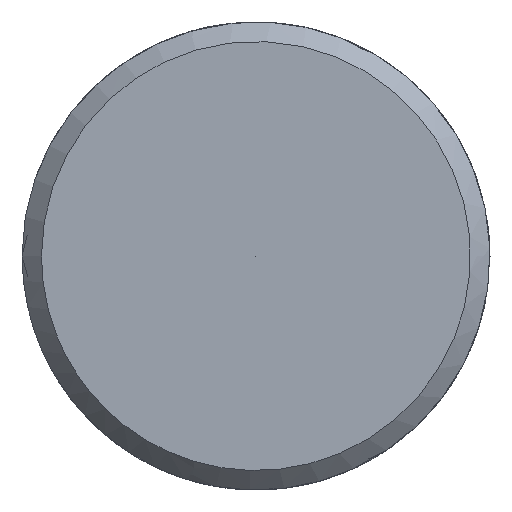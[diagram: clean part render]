
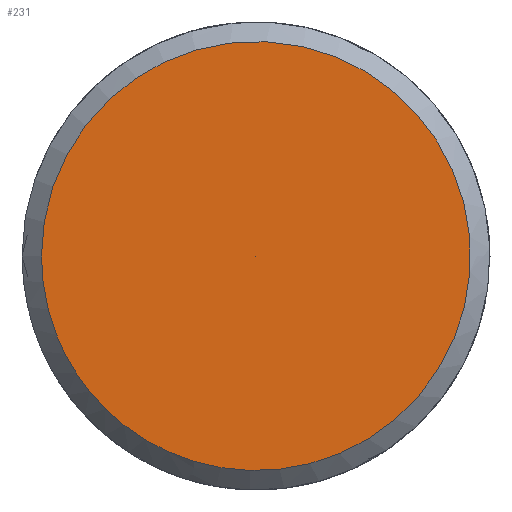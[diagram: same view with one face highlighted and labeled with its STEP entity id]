
A CAD part, left-side view. The second image highlights one B-rep face of the part: STEP entity #231.
In plain terms, the highlighted free-form (B-spline) face has degree [5, 1] with [6, 2] control points.
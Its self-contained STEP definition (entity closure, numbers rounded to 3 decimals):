
#197 = CARTESIAN_POINT ('', (-74., 0., 0.));
#198 = VERTEX_POINT ('', #197);
#199 = CARTESIAN_POINT ('', (-74., 2.75, 0.));
#200 = VERTEX_POINT ('', #199);
#201 = CARTESIAN_POINT ('', (-74., 0., 0.));
#202 = CARTESIAN_POINT ('', (-74., 2.75, 0.));
#203 = B_SPLINE_CURVE_WITH_KNOTS ('', 1, (#201, #202), .UNSPECIFIED., .F., .U., (2, 2), (0., 1.), .UNSPECIFIED.);
#204 = EDGE_CURVE ('', #198, #200, #203, .T.);
#205 = ORIENTED_EDGE ('', *, *, #204, .F.);
#206 = ORIENTED_EDGE ('', *, *, #204, .T.);
#207 = CARTESIAN_POINT ('', (-74., 2.75, 0.));
#208 = CARTESIAN_POINT ('', (-74., 2.75, 11.));
#209 = CARTESIAN_POINT ('', (-74., -8.25, 5.5));
#210 = CARTESIAN_POINT ('', (-74., -8.25, -5.5));
#211 = CARTESIAN_POINT ('', (-74., 2.75, -11.));
#212 = CARTESIAN_POINT ('', (-74., 2.75, 0.));
#213 = (
   BOUNDED_CURVE ()
   B_SPLINE_CURVE (5, (#207, #208, #209, #210, #211, #212), .UNSPECIFIED., .T., .U.)
   B_SPLINE_CURVE_WITH_KNOTS ((6, 6), (0., 1.), .UNSPECIFIED.)
   CURVE ()
   GEOMETRIC_REPRESENTATION_ITEM ()
   RATIONAL_B_SPLINE_CURVE ((5., 1., 1., 1., 1., 5.))
   REPRESENTATION_ITEM ('')
);
#214 = EDGE_CURVE ('', #200, #200, #213, .T.);
#215 = ORIENTED_EDGE ('', *, *, #214, .F.);
#216 = EDGE_LOOP ('', (#205, #206, #215));
#217 = FACE_OUTER_BOUND ('', #216, .T.);
#218 = CARTESIAN_POINT ('', (-74., 0., 0.));
#219 = CARTESIAN_POINT ('', (-74., 2.75, 0.));
#220 = CARTESIAN_POINT ('', (-74., 0., 0.));
#221 = CARTESIAN_POINT ('', (-74., 2.75, 11.));
#222 = CARTESIAN_POINT ('', (-74., 0., 0.));
#223 = CARTESIAN_POINT ('', (-74., -8.25, 5.5));
#224 = CARTESIAN_POINT ('', (-74., 0., 0.));
#225 = CARTESIAN_POINT ('', (-74., -8.25, -5.5));
#226 = CARTESIAN_POINT ('', (-74., 0., 0.));
#227 = CARTESIAN_POINT ('', (-74., 2.75, -11.));
#228 = CARTESIAN_POINT ('', (-74., 0., 0.));
#229 = CARTESIAN_POINT ('', (-74., 2.75, 0.));
#230 = (
   BOUNDED_SURFACE ()
   B_SPLINE_SURFACE (5, 1, ((#218, #219), (#220, #221), (#222, #223), (#224, #225), (#226, #227), (#228, #229)), .UNSPECIFIED., .T., .F., .U.)
   B_SPLINE_SURFACE_WITH_KNOTS ((6, 6), (2, 2), (0., 1.), (0., 1.), .UNSPECIFIED.)
   SURFACE ()
   GEOMETRIC_REPRESENTATION_ITEM ()
   RATIONAL_B_SPLINE_SURFACE (((5., 5.), (1., 1.), (1., 1.), (1., 1.), (1., 1.), (5., 5.)))
   REPRESENTATION_ITEM ('')
);
#231 = ADVANCED_FACE ('', (#217), #230, .T.);
